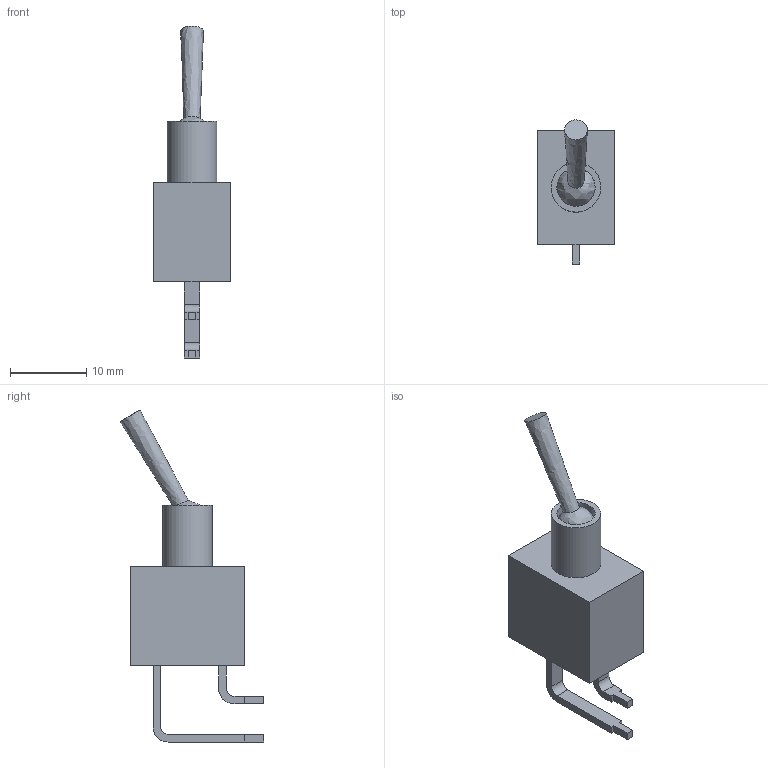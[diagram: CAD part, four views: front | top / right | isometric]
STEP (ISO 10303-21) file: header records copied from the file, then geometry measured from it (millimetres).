
FILE_DESCRIPTION((''),'2;1');
FILE_NAME( 'pcb2parts.stp', '2000-08-23T12:16:54',('User'),('SDRC'),'I-DEAS Master Series 8','UNIX', 'Yes');
FILE_SCHEMA(('CONFIG_CONTROL_DESIGN'));
Length unit declared in the file: millimetre
Bounding box: 10 x 18.8 x 43.45 mm (x, y, z)
Volume: 2259 mm3; surface area: 1571.8 mm2
Topology: 1 solids, 2 shells, 41 faces, 96 edges, 64 vertices
Faces by surface type: bspline 41
Entity records: 1307 total; most frequent: CARTESIAN_POINT 609, ORIENTED_EDGE 192, EDGE_CURVE 96, VERTEX_POINT 64, QUASI_UNIFORM_CURVE 53, EDGE_LOOP 46, FACE_OUTER_BOUND 41, ADVANCED_FACE 41
